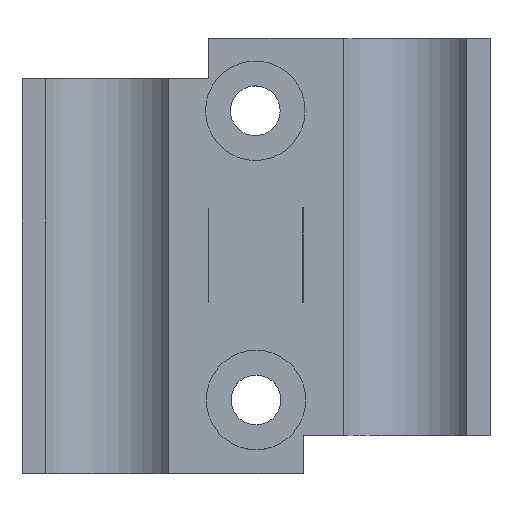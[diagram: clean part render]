
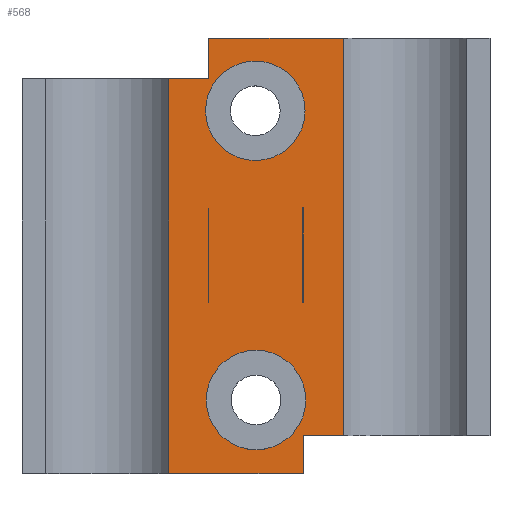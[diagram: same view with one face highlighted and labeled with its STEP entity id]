
A CAD part, top view. The second image highlights one B-rep face of the part: STEP entity #568.
In plain terms, the highlighted planar face has unit normal (0, 0, 1).
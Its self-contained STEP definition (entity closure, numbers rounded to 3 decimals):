
#16=LINE('',#822,#78);
#21=LINE('',#832,#83);
#24=LINE('',#839,#86);
#29=LINE('',#853,#91);
#30=LINE('',#856,#92);
#31=LINE('',#857,#93);
#32=LINE('',#859,#94);
#33=LINE('',#860,#95);
#34=LINE('',#867,#96);
#35=LINE('',#869,#97);
#36=LINE('',#871,#98);
#37=LINE('',#872,#99);
#38=LINE('',#875,#100);
#39=LINE('',#877,#101);
#40=LINE('',#879,#102);
#41=LINE('',#880,#103);
#78=VECTOR('',#664,10.);
#83=VECTOR('',#671,10.);
#86=VECTOR('',#678,10.);
#91=VECTOR('',#689,10.);
#92=VECTOR('',#692,10.);
#93=VECTOR('',#693,10.);
#94=VECTOR('',#694,10.);
#95=VECTOR('',#695,10.);
#96=VECTOR('',#700,10.);
#97=VECTOR('',#701,10.);
#98=VECTOR('',#702,10.);
#99=VECTOR('',#703,10.);
#100=VECTOR('',#704,10.);
#101=VECTOR('',#705,10.);
#102=VECTOR('',#706,10.);
#103=VECTOR('',#707,10.);
#149=FACE_BOUND('',#201,.T.);
#150=FACE_BOUND('',#202,.T.);
#151=FACE_BOUND('',#203,.T.);
#152=FACE_BOUND('',#204,.T.);
#166=FACE_OUTER_BOUND('',#200,.T.);
#200=EDGE_LOOP('',(#409,#410,#411,#412,#413,#414,#415,#416));
#201=EDGE_LOOP('',(#417));
#202=EDGE_LOOP('',(#418));
#203=EDGE_LOOP('',(#419,#420,#421,#422));
#204=EDGE_LOOP('',(#423,#424,#425,#426));
#243=CIRCLE('',#611,2.1);
#244=CIRCLE('',#612,2.1);
#256=VERTEX_POINT('',#816);
#258=VERTEX_POINT('',#820);
#262=VERTEX_POINT('',#830);
#264=VERTEX_POINT('',#838);
#268=VERTEX_POINT('',#847);
#270=VERTEX_POINT('',#851);
#271=VERTEX_POINT('',#855);
#272=VERTEX_POINT('',#858);
#273=VERTEX_POINT('',#861);
#274=VERTEX_POINT('',#863);
#275=VERTEX_POINT('',#865);
#276=VERTEX_POINT('',#866);
#277=VERTEX_POINT('',#868);
#278=VERTEX_POINT('',#870);
#279=VERTEX_POINT('',#873);
#280=VERTEX_POINT('',#874);
#281=VERTEX_POINT('',#876);
#282=VERTEX_POINT('',#878);
#310=EDGE_CURVE('',#256,#258,#16,.T.);
#315=EDGE_CURVE('',#262,#258,#21,.T.);
#318=EDGE_CURVE('',#256,#264,#24,.T.);
#325=EDGE_CURVE('',#268,#270,#29,.T.);
#326=EDGE_CURVE('',#271,#262,#30,.T.);
#327=EDGE_CURVE('',#268,#271,#31,.T.);
#328=EDGE_CURVE('',#272,#270,#32,.T.);
#329=EDGE_CURVE('',#264,#272,#33,.T.);
#330=EDGE_CURVE('',#273,#273,#243,.T.);
#331=EDGE_CURVE('',#274,#274,#244,.T.);
#332=EDGE_CURVE('',#275,#276,#34,.T.);
#333=EDGE_CURVE('',#277,#275,#35,.T.);
#334=EDGE_CURVE('',#278,#277,#36,.T.);
#335=EDGE_CURVE('',#276,#278,#37,.T.);
#336=EDGE_CURVE('',#279,#280,#38,.T.);
#337=EDGE_CURVE('',#281,#279,#39,.T.);
#338=EDGE_CURVE('',#282,#281,#40,.T.);
#339=EDGE_CURVE('',#280,#282,#41,.T.);
#409=ORIENTED_EDGE('',*,*,#310,.T.);
#410=ORIENTED_EDGE('',*,*,#315,.F.);
#411=ORIENTED_EDGE('',*,*,#326,.F.);
#412=ORIENTED_EDGE('',*,*,#327,.F.);
#413=ORIENTED_EDGE('',*,*,#325,.T.);
#414=ORIENTED_EDGE('',*,*,#328,.F.);
#415=ORIENTED_EDGE('',*,*,#329,.F.);
#416=ORIENTED_EDGE('',*,*,#318,.F.);
#417=ORIENTED_EDGE('',*,*,#330,.F.);
#418=ORIENTED_EDGE('',*,*,#331,.F.);
#419=ORIENTED_EDGE('',*,*,#332,.F.);
#420=ORIENTED_EDGE('',*,*,#333,.F.);
#421=ORIENTED_EDGE('',*,*,#334,.F.);
#422=ORIENTED_EDGE('',*,*,#335,.F.);
#423=ORIENTED_EDGE('',*,*,#336,.F.);
#424=ORIENTED_EDGE('',*,*,#337,.F.);
#425=ORIENTED_EDGE('',*,*,#338,.F.);
#426=ORIENTED_EDGE('',*,*,#339,.F.);
#542=PLANE('',#610);
#568=ADVANCED_FACE('',(#166,#149,#150,#151,#152),#542,.T.);
#610=AXIS2_PLACEMENT_3D('',#854,#690,#691);
#611=AXIS2_PLACEMENT_3D('',#862,#696,#697);
#612=AXIS2_PLACEMENT_3D('',#864,#698,#699);
#664=DIRECTION('',(0.,1.,0.));
#671=DIRECTION('',(1.,0.,0.));
#678=DIRECTION('',(-1.,0.,0.));
#689=DIRECTION('',(0.,-1.,0.));
#690=DIRECTION('center_axis',(0.,0.,
1.));
#691=DIRECTION('ref_axis',(1.,0.,0.));
#692=DIRECTION('',(0.,1.,0.));
#693=DIRECTION('',(1.,0.,0.));
#694=DIRECTION('',(-1.,0.,0.));
#695=DIRECTION('',(0.,-1.,0.));
#696=DIRECTION('center_axis',(0.,0.,
1.));
#697=DIRECTION('ref_axis',(-1.,0.,0.));
#698=DIRECTION('center_axis',(0.,0.,
1.));
#699=DIRECTION('ref_axis',(-1.,0.,0.));
#700=DIRECTION('',(-1.,-0.005,0.));
#701=DIRECTION('',(0.,1.,0.));
#702=DIRECTION('',(1.,0.005,0.));
#703=DIRECTION('',(0.005,-1.,0.));
#704=DIRECTION('',(1.,0.,0.));
#705=DIRECTION('',(0.,-1.,0.));
#706=DIRECTION('',(-1.,0.,0.));
#707=DIRECTION('',(0.,1.,0.));
#816=CARTESIAN_POINT('',(7.5,-17.705,2.793));
#820=CARTESIAN_POINT('',(7.5,-0.944,2.793));
#822=CARTESIAN_POINT('',(7.5,-0.944,2.793));
#830=CARTESIAN_POINT('',(1.816,-0.944,2.793));
#832=CARTESIAN_POINT('',(8.751,-0.944,2.793));
#838=CARTESIAN_POINT('',(5.802,-17.705,2.793));
#839=CARTESIAN_POINT('',(4.807,-17.705,2.793));
#847=CARTESIAN_POINT('',(0.128,-2.644,2.793));
#851=CARTESIAN_POINT('',(0.128,-19.304,2.793));
#853=CARTESIAN_POINT('',(0.128,-19.304,2.793));
#854=CARTESIAN_POINT('Origin',(3.812,-10.124,2.793));
#855=CARTESIAN_POINT('',(1.816,-2.644,2.793));
#856=CARTESIAN_POINT('',(1.816,-5.534,2.793));
#857=CARTESIAN_POINT('',(2.814,-2.644,2.793));
#858=CARTESIAN_POINT('',(5.802,-19.304,2.793));
#859=CARTESIAN_POINT('',(-1.126,-19.304,2.793));
#860=CARTESIAN_POINT('',(5.802,-14.714,2.793));
#861=CARTESIAN_POINT('',(5.883,-3.997,2.793));
#862=CARTESIAN_POINT('Origin',(3.783,-3.997,2.793));
#863=CARTESIAN_POINT('',(5.912,-16.204,2.793));
#864=CARTESIAN_POINT('Origin',(3.812,-16.204,2.793));
#865=CARTESIAN_POINT('',(5.802,-8.091,2.793));
#866=CARTESIAN_POINT('',(5.76,-8.091,2.793));
#867=CARTESIAN_POINT('',(4.781,-8.096,2.793));
#868=CARTESIAN_POINT('',(5.802,-12.091,2.793));
#869=CARTESIAN_POINT('',(5.802,-9.107,2.793));
#870=CARTESIAN_POINT('',(5.779,-12.091,2.793));
#871=CARTESIAN_POINT('',(4.812,-12.096,2.793));
#872=CARTESIAN_POINT('',(5.775,-11.103,2.793));
#873=CARTESIAN_POINT('',(1.816,-12.1,2.793));
#874=CARTESIAN_POINT('',(1.825,-12.1,2.793));
#875=CARTESIAN_POINT('',(2.819,-12.1,2.793));
#876=CARTESIAN_POINT('',(1.816,-8.1,2.793));
#877=CARTESIAN_POINT('',(1.816,-11.112,2.793));
#878=CARTESIAN_POINT('',(1.825,-8.1,2.793));
#879=CARTESIAN_POINT('',(2.814,-8.1,2.793));
#880=CARTESIAN_POINT('',(1.825,-9.112,2.793));
